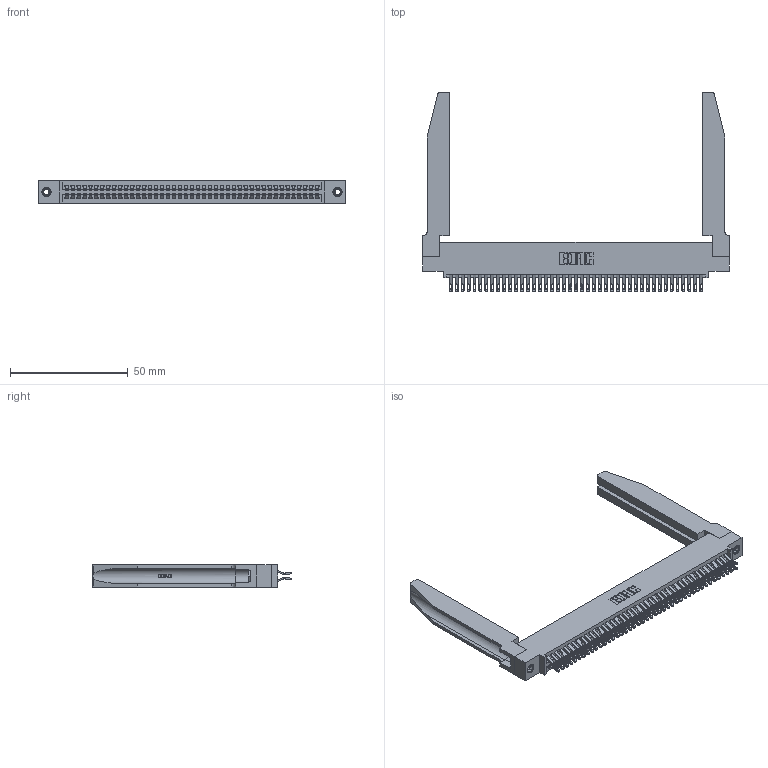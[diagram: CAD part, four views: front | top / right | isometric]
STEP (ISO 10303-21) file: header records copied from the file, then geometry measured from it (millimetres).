
FILE_DESCRIPTION (( 'STEP AP203' ), '1' );
FILE_NAME ('345-086-555-578.STEP', '2019-11-01T08:39:54', ( '' ), ( '' ), 'SwSTEP 2.0', 'SolidWorks 2016', '' );
FILE_SCHEMA (( 'CONFIG_CONTROL_DESIGN' ));
Length unit declared in the file: inch
Products named in the file (5): 345 Part_0.110 Offset - 0.156 Dia-TH; 345-292-001_555 Tail; 345-250-001_345-250-001-102; 345-220-078_345-220-078; 345-086-555-578
Assembly tree (91 placements, depth 2):
  345-086-555-578
    345 Part_0.110 Offset - 0.156 Dia-TH
    345-292-001_555 Tail  x86
    345-250-001_345-250-001-102  x2
    345-220-078_345-220-078  x2
Bounding box: 130.45 x 84.89 x 9.4 mm (x, y, z)
Volume: 20628.3 mm3; surface area: 26824.3 mm2
Topology: 91 solids, 91 shells, 5180 faces, 16183 edges, 10778 vertices
Faces by surface type: plane 2892, cylinder 2236, bspline 36, cone 12, torus 4
Entity records: 38802 total; most frequent: CARTESIAN_POINT 7457, ORIENTED_EDGE 6258, DIRECTION 5535, EDGE_CURVE 3129, LINE 2711, VECTOR 2711, VERTEX_POINT 2080, AXIS2_PLACEMENT_3D 1412
